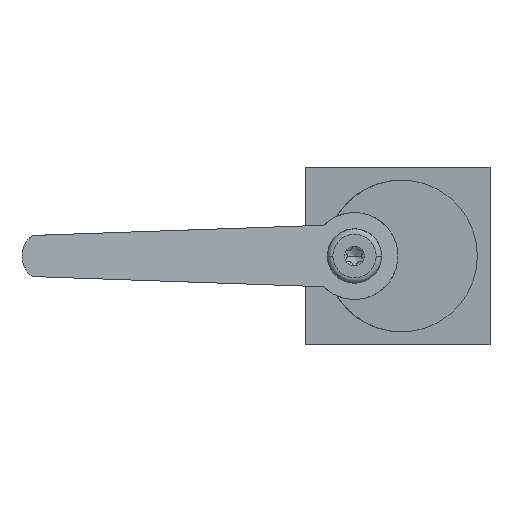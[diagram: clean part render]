
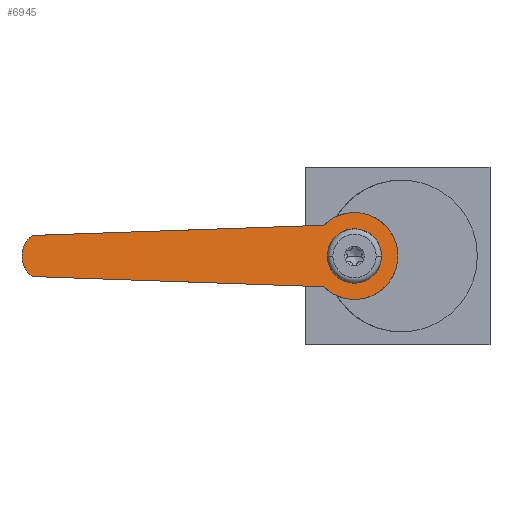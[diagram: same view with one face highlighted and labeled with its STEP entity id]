
A CAD part, left-side view. The second image highlights one B-rep face of the part: STEP entity #6945.
In plain terms, the highlighted planar face has unit normal (-0.966, -0.259, 0).
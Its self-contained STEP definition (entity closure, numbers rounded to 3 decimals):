
#677=CARTESIAN_POINT('',(-42.118,45.971,-33.));
#678=CARTESIAN_POINT('',(-42.005,45.548,-33.421));
#679=CARTESIAN_POINT('',(-41.8,44.783,-34.069));
#680=CARTESIAN_POINT('',(-41.43,43.401,-35.));
#681=CARTESIAN_POINT('',(-41.015,41.851,-35.735));
#682=CARTESIAN_POINT('',(-40.557,40.144,-36.246));
#683=CARTESIAN_POINT('',(-39.986,38.014,-36.568));
#684=CARTESIAN_POINT('',(-39.33,35.565,-36.454));
#685=CARTESIAN_POINT('',(-38.612,32.883,-35.691));
#686=CARTESIAN_POINT('',(-37.958,30.442,-34.341));
#687=CARTESIAN_POINT('',(-37.47,28.624,-32.692));
#688=CARTESIAN_POINT('',(-37.126,27.339,-30.959));
#689=CARTESIAN_POINT('',(-36.898,26.487,-29.387));
#690=CARTESIAN_POINT('',(-36.742,25.905,-27.766));
#691=CARTESIAN_POINT('',(-36.656,25.584,-26.118));
#692=CARTESIAN_POINT('',(-36.633,25.5,-25.107));
#693=CARTESIAN_POINT('',(-36.633,25.5,-24.5));
#699=CARTESIAN_POINT('',(-41.858,45.,-24.5));
#700=CARTESIAN_POINT('',(-41.858,45.,-25.384));
#701=CARTESIAN_POINT('',(-41.773,44.68,-27.293));
#702=CARTESIAN_POINT('',(-41.312,42.96,-29.962));
#703=CARTESIAN_POINT('',(-40.717,40.742,-31.393));
#704=CARTESIAN_POINT('',(-40.212,38.855,-31.921));
#705=CARTESIAN_POINT('',(-39.849,37.5,-32.039));
#706=CARTESIAN_POINT('',(-39.486,36.145,-31.921));
#707=CARTESIAN_POINT('',(-38.98,34.258,-31.393));
#708=CARTESIAN_POINT('',(-38.386,32.04,-29.962));
#709=CARTESIAN_POINT('',(-37.925,30.32,-27.293));
#710=CARTESIAN_POINT('',(-37.839,30.,-25.384));
#711=CARTESIAN_POINT('',(-37.839,30.,-24.5));
#713=CARTESIAN_POINT('',(-37.839,30.,-24.5));
#714=CARTESIAN_POINT('',(-37.839,30.,-23.616));
#715=CARTESIAN_POINT('',(-37.925,30.32,-21.707));
#716=CARTESIAN_POINT('',(-38.386,32.04,-19.038));
#717=CARTESIAN_POINT('',(-38.98,34.258,-17.607));
#718=CARTESIAN_POINT('',(-39.486,36.145,-17.079));
#719=CARTESIAN_POINT('',(-39.849,37.5,-16.961));
#720=CARTESIAN_POINT('',(-40.212,38.855,-17.079));
#721=CARTESIAN_POINT('',(-40.717,40.742,-17.607));
#722=CARTESIAN_POINT('',(-41.312,42.96,-19.038));
#723=CARTESIAN_POINT('',(-41.773,44.68,-21.707));
#724=CARTESIAN_POINT('',(-41.858,45.,-23.616));
#725=CARTESIAN_POINT('',(-41.858,45.,-24.5));
#727=DIRECTION('',(0.259,-0.965,-0.034));
#728=VECTOR('',#727,83.507);
#729=CARTESIAN_POINT('',(-63.719,126.586,-30.185));
#730=LINE('',#729,#728);
#784=CARTESIAN_POINT('',(-36.633,25.5,-24.5));
#785=CARTESIAN_POINT('',(-36.633,25.5,-23.893));
#786=CARTESIAN_POINT('',(-36.656,25.584,-22.882));
#787=CARTESIAN_POINT('',(-36.742,25.905,-21.234));
#788=CARTESIAN_POINT('',(-36.898,26.487,-19.613));
#789=CARTESIAN_POINT('',(-37.126,27.339,-18.041));
#790=CARTESIAN_POINT('',(-37.47,28.624,-16.308));
#791=CARTESIAN_POINT('',(-37.958,30.442,-14.659));
#792=CARTESIAN_POINT('',(-38.612,32.883,-13.309));
#793=CARTESIAN_POINT('',(-39.33,35.565,-12.546));
#794=CARTESIAN_POINT('',(-39.986,38.014,-12.432));
#795=CARTESIAN_POINT('',(-40.557,40.144,-12.754));
#796=CARTESIAN_POINT('',(-41.015,41.851,-13.265));
#797=CARTESIAN_POINT('',(-41.43,43.401,-14.));
#798=CARTESIAN_POINT('',(-41.8,44.783,-14.931));
#799=CARTESIAN_POINT('',(-42.005,45.548,-15.579));
#800=CARTESIAN_POINT('',(-42.118,45.971,-16.));
#814=DIRECTION('',(-0.259,0.965,-0.034));
#815=VECTOR('',#814,83.507);
#816=CARTESIAN_POINT('',(-42.118,45.971,-16.));
#817=LINE('',#816,#815);
#851=CARTESIAN_POINT('',(-63.719,126.586,-18.815));
#852=CARTESIAN_POINT('',(-63.896,127.245,-19.289));
#853=CARTESIAN_POINT('',(-64.136,128.14,-20.236));
#854=CARTESIAN_POINT('',(-64.428,129.232,-22.131));
#855=CARTESIAN_POINT('',(-64.548,129.68,-24.5));
#856=CARTESIAN_POINT('',(-64.428,129.232,-26.869));
#857=CARTESIAN_POINT('',(-64.136,128.14,-28.764));
#858=CARTESIAN_POINT('',(-63.896,127.245,-29.711));
#859=CARTESIAN_POINT('',(-63.719,126.586,-30.185));
#4666=CARTESIAN_POINT('',(-63.719,126.586,
-30.185));
#4667=CARTESIAN_POINT('',(-42.118,45.971,-33.));
#4668=VERTEX_POINT('',#4666);
#4669=VERTEX_POINT('',#4667);
#4676=VERTEX_POINT('',#851);
#4679=CARTESIAN_POINT('',(-42.118,45.971,-16.));
#4680=VERTEX_POINT('',#4679);
#4697=VERTEX_POINT('',#693);
#4698=VERTEX_POINT('',#699);
#4699=VERTEX_POINT('',#711);
#6923=CARTESIAN_POINT('',(-50.567,77.501,
-24.5));
#6924=DIRECTION('',(0.966,0.259,0.));
#6925=DIRECTION('',(-0.259,0.966,0.));
#6926=AXIS2_PLACEMENT_3D('',#6923,#6924,#6925);
#6927=PLANE('',#6926);
#6929=ORIENTED_EDGE('',*,*,#6928,.F.);
#6931=ORIENTED_EDGE('',*,*,#6930,.F.);
#6933=ORIENTED_EDGE('',*,*,#6932,.F.);
#6935=ORIENTED_EDGE('',*,*,#6934,.F.);
#6936=ORIENTED_EDGE('',*,*,#6909,.F.);
#6937=EDGE_LOOP('',(#6929,#6931,#6933,#6935,#6936));
#6938=FACE_OUTER_BOUND('',#6937,.F.);
#6940=ORIENTED_EDGE('',*,*,#6939,.T.);
#6942=ORIENTED_EDGE('',*,*,#6941,.T.);
#6943=EDGE_LOOP('',(#6940,#6942));
#6944=FACE_BOUND('',#6943,.F.);
#6945=ADVANCED_FACE('',(#6938,#6944),#6927,.F.);
#694=B_SPLINE_CURVE_WITH_KNOTS('',3,(#677,#678,#679,#680,#681,#682,#683,#684,
#685,#686,#687,#688,#689,#690,#691,#692,#693),.UNSPECIFIED.,.F.,.F.,(4,1,1,1,1,
1,1,1,1,1,1,1,1,1,4),(0.,0.031,0.063,0.125,0.188,0.25,0.375,
0.5,0.625,0.75,0.813,0.875,0.938,0.969,1.),.UNSPECIFIED.);
#712=B_SPLINE_CURVE_WITH_KNOTS('',3,(#699,#700,#701,#702,#703,#704,#705,#706,
#707,#708,#709,#710,#711),.UNSPECIFIED.,.F.,.F.,(4,1,1,1,1,1,1,1,1,1,4),(0.,
0.125,0.25,0.375,0.438,0.5,0.563,0.625,0.75,0.875,1.),
.UNSPECIFIED.);
#726=B_SPLINE_CURVE_WITH_KNOTS('',3,(#713,#714,#715,#716,#717,#718,#719,#720,
#721,#722,#723,#724,#725),.UNSPECIFIED.,.F.,.F.,(4,1,1,1,1,1,1,1,1,1,4),(0.,
0.125,0.25,0.375,0.438,0.5,0.563,0.625,0.75,0.875,1.),
.UNSPECIFIED.);
#801=B_SPLINE_CURVE_WITH_KNOTS('',3,(#784,#785,#786,#787,#788,#789,#790,#791,
#792,#793,#794,#795,#796,#797,#798,#799,#800),.UNSPECIFIED.,.F.,.F.,(4,1,1,1,1,
1,1,1,1,1,1,1,1,1,4),(0.,0.031,0.063,0.125,0.188,0.25,0.375,
0.5,0.625,0.75,0.813,0.875,0.938,0.969,1.),.UNSPECIFIED.);
#860=B_SPLINE_CURVE_WITH_KNOTS('',3,(#851,#852,#853,#854,#855,#856,#857,#858,
#859),.UNSPECIFIED.,.F.,.F.,(4,1,1,1,1,1,4),(0.,0.125,0.25,0.5,0.75,
0.875,1.),.UNSPECIFIED.);
#6909=EDGE_CURVE('',#4669,#4697,#694,.T.);
#6928=EDGE_CURVE('',#4668,#4669,#730,.T.);
#6930=EDGE_CURVE('',#4676,#4668,#860,.T.);
#6932=EDGE_CURVE('',#4680,#4676,#817,.T.);
#6934=EDGE_CURVE('',#4697,#4680,#801,.T.);
#6939=EDGE_CURVE('',#4698,#4699,#712,.T.);
#6941=EDGE_CURVE('',#4699,#4698,#726,.T.);
